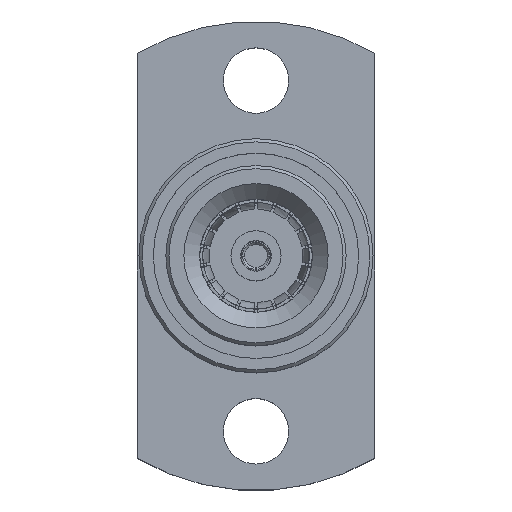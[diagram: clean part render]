
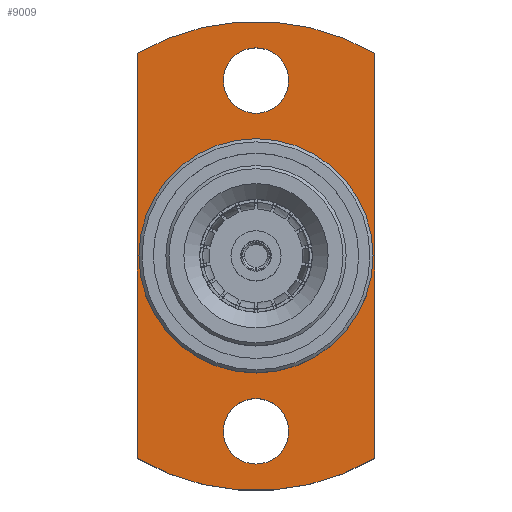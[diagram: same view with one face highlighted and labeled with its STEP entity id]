
A CAD part, top view. The second image highlights one B-rep face of the part: STEP entity #9009.
In plain terms, the highlighted planar face has unit normal (0, 0, 1).
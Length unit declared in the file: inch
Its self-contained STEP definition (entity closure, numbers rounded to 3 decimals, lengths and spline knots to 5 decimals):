
#211 = LINE ( 'NONE', #921, #1270 ) ;
#426 = VECTOR ( 'NONE', #7122, 39.37008 ) ;
#551 = DIRECTION ( 'NONE',  ( 0., 0., 1. ) ) ;
#578 = CARTESIAN_POINT ( 'NONE',  ( 0., 0., 0.03248 ) ) ;
#637 = FACE_OUTER_BOUND ( 'NONE', #2844, .T. ) ;
#710 = AXIS2_PLACEMENT_3D ( 'NONE', #3362, #5722, #1569 ) ;
#712 = DIRECTION ( 'NONE',  ( 1., 0., 0. ) ) ;
#768 = CIRCLE ( 'NONE', #3198, 0.18661 ) ;
#921 = CARTESIAN_POINT ( 'NONE',  ( -0.18898, -0.37402, 0.03248 ) ) ;
#1270 = VECTOR ( 'NONE', #8503, 39.37008 ) ;
#1565 = DIRECTION ( 'NONE',  ( -1., 0., 0. ) ) ;
#1569 = DIRECTION ( 'NONE',  ( 1., 0., 0. ) ) ;
#1719 = CARTESIAN_POINT ( 'NONE',  ( 0.05217, 0.27953, 0.03248 ) ) ;
#1771 = VERTEX_POINT ( 'NONE', #2629 ) ;
#1932 = LINE ( 'NONE', #6086, #426 ) ;
#2040 = CIRCLE ( 'NONE', #8794, 0.37402 ) ;
#2135 = CARTESIAN_POINT ( 'NONE',  ( 0., 0., 0.03248 ) ) ;
#2268 = FACE_BOUND ( 'NONE', #7964, .T. ) ;
#2277 = EDGE_CURVE ( 'NONE', #9946, #7415, #5176, .T. ) ;
#2532 = VERTEX_POINT ( 'NONE', #3387 ) ;
#2629 = CARTESIAN_POINT ( 'NONE',  ( -0.18661, 0., 0.03248 ) ) ;
#2646 = ORIENTED_EDGE ( 'NONE', *, *, #7756, .T. ) ;
#2844 = EDGE_LOOP ( 'NONE', ( #8208, #2646, #7376, #3512 ) ) ;
#2866 = EDGE_CURVE ( 'NONE', #1771, #1771, #768, .T. ) ;
#3006 = DIRECTION ( 'NONE',  ( 0., 0., 1. ) ) ;
#3186 = FACE_BOUND ( 'NONE', #9885, .T. ) ;
#3198 = AXIS2_PLACEMENT_3D ( 'NONE', #8235, #6498, #3264 ) ;
#3264 = DIRECTION ( 'NONE',  ( -1., 0., 0. ) ) ;
#3274 = EDGE_CURVE ( 'NONE', #7653, #7653, #6596, .T. ) ;
#3362 = CARTESIAN_POINT ( 'NONE',  ( 0., 0.27953, 0.03248 ) ) ;
#3387 = CARTESIAN_POINT ( 'NONE',  ( -0.18898, 0.32276, 0.03248 ) ) ;
#3512 = ORIENTED_EDGE ( 'NONE', *, *, #9295, .T. ) ;
#3592 = VERTEX_POINT ( 'NONE', #9921 ) ;
#3736 = CIRCLE ( 'NONE', #7174, 0.05217 ) ;
#3849 = ORIENTED_EDGE ( 'NONE', *, *, #2866, .F. ) ;
#3900 = DIRECTION ( 'NONE',  ( 0., 0., -1. ) ) ;
#4491 = AXIS2_PLACEMENT_3D ( 'NONE', #10458, #551, #712 ) ;
#4707 = FACE_BOUND ( 'NONE', #9460, .T. ) ;
#4900 = EDGE_CURVE ( 'NONE', #3592, #2532, #2040, .T. ) ;
#5176 = CIRCLE ( 'NONE', #4491, 0.37402 ) ;
#5722 = DIRECTION ( 'NONE',  ( 0., 0., 1. ) ) ;
#6086 = CARTESIAN_POINT ( 'NONE',  ( 0.18898, -0.37402, 0.03248 ) ) ;
#6296 = DIRECTION ( 'NONE',  ( 1., 0., 0. ) ) ;
#6498 = DIRECTION ( 'NONE',  ( 0., 0., 1. ) ) ;
#6596 = CIRCLE ( 'NONE', #710, 0.05217 ) ;
#6597 = ORIENTED_EDGE ( 'NONE', *, *, #3274, .F. ) ;
#7122 = DIRECTION ( 'NONE',  ( 0., 1., 0. ) ) ;
#7174 = AXIS2_PLACEMENT_3D ( 'NONE', #10662, #8293, #10552 ) ;
#7376 = ORIENTED_EDGE ( 'NONE', *, *, #2277, .T. ) ;
#7409 = PLANE ( 'NONE',  #10274 ) ;
#7415 = VERTEX_POINT ( 'NONE', #8567 ) ;
#7423 = CARTESIAN_POINT ( 'NONE',  ( -0.18898, -0.32276, 0.03248 ) ) ;
#7653 = VERTEX_POINT ( 'NONE', #1719 ) ;
#7756 = EDGE_CURVE ( 'NONE', #2532, #9946, #211, .T. ) ;
#7964 = EDGE_LOOP ( 'NONE', ( #10346 ) ) ;
#8208 = ORIENTED_EDGE ( 'NONE', *, *, #4900, .T. ) ;
#8235 = CARTESIAN_POINT ( 'NONE',  ( 0., 0., 0.03248 ) ) ;
#8293 = DIRECTION ( 'NONE',  ( 0., 0., 1. ) ) ;
#8503 = DIRECTION ( 'NONE',  ( 0., -1., 0. ) ) ;
#8567 = CARTESIAN_POINT ( 'NONE',  ( 0.18898, -0.32276, 0.03248 ) ) ;
#8745 = VERTEX_POINT ( 'NONE', #10198 ) ;
#8794 = AXIS2_PLACEMENT_3D ( 'NONE', #2135, #3006, #6296 ) ;
#9009 = ADVANCED_FACE ( 'NONE', ( #3186, #4707, #2268, #637 ), #7409, .F. ) ;
#9295 = EDGE_CURVE ( 'NONE', #7415, #3592, #1932, .T. ) ;
#9460 = EDGE_LOOP ( 'NONE', ( #6597 ) ) ;
#9885 = EDGE_LOOP ( 'NONE', ( #3849 ) ) ;
#9921 = CARTESIAN_POINT ( 'NONE',  ( 0.18898, 0.32276, 0.03248 ) ) ;
#9946 = VERTEX_POINT ( 'NONE', #7423 ) ;
#9952 = EDGE_CURVE ( 'NONE', #8745, #8745, #3736, .T. ) ;
#10198 = CARTESIAN_POINT ( 'NONE',  ( 0.05217, -0.27953, 0.03248 ) ) ;
#10274 = AXIS2_PLACEMENT_3D ( 'NONE', #578, #3900, #1565 ) ;
#10346 = ORIENTED_EDGE ( 'NONE', *, *, #9952, .F. ) ;
#10458 = CARTESIAN_POINT ( 'NONE',  ( 0., 0., 0.03248 ) ) ;
#10552 = DIRECTION ( 'NONE',  ( 1., 0., 0. ) ) ;
#10662 = CARTESIAN_POINT ( 'NONE',  ( 0., -0.27953, 0.03248 ) ) ;
